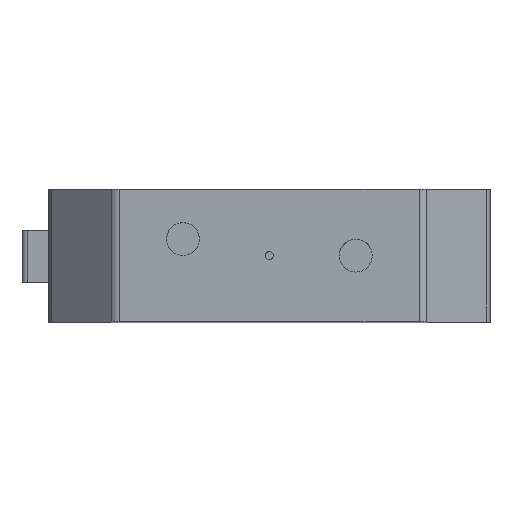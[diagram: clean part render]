
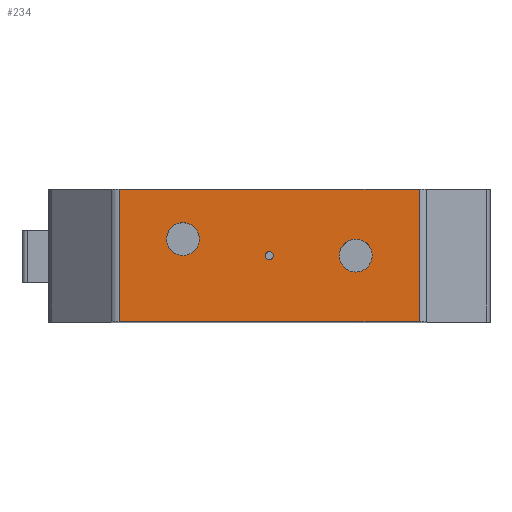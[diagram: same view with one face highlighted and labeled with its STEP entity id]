
A CAD part, top view. The second image highlights one B-rep face of the part: STEP entity #234.
In plain terms, the highlighted planar face has unit normal (0, 0, 1).
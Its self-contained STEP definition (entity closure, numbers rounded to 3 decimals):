
#234 = ADVANCED_FACE( '', ( #527, #528, #529, #530 ), #531, .F. );
#527 = FACE_BOUND( '', #941, .T. );
#528 = FACE_OUTER_BOUND( '', #942, .T. );
#529 = FACE_BOUND( '', #943, .T. );
#530 = FACE_BOUND( '', #944, .T. );
#531 = PLANE( '', #945 );
#941 = EDGE_LOOP( '', ( #1647 ) );
#942 = EDGE_LOOP( '', ( #1648, #1649, #1650, #1651 ) );
#943 = EDGE_LOOP( '', ( #1652 ) );
#944 = EDGE_LOOP( '', ( #1653 ) );
#945 = AXIS2_PLACEMENT_3D( '', #1654, #1655, #1656 );
#1647 = ORIENTED_EDGE( '', *, *, #2524, .T. );
#1648 = ORIENTED_EDGE( '', *, *, #2525, .T. );
#1649 = ORIENTED_EDGE( '', *, *, #2462, .F. );
#1650 = ORIENTED_EDGE( '', *, *, #2396, .F. );
#1651 = ORIENTED_EDGE( '', *, *, #2310, .T. );
#1652 = ORIENTED_EDGE( '', *, *, #2526, .T. );
#1653 = ORIENTED_EDGE( '', *, *, #2527, .T. );
#1654 = CARTESIAN_POINT( '', ( 30.702, -12.5, 20.827 ) );
#1655 = DIRECTION( '', ( 0., 0., -1. ) );
#1656 = DIRECTION( '', ( -1., 0., 0. ) );
#2310 = EDGE_CURVE( '', #2764, #2762, #2765, .T. );
#2396 = EDGE_CURVE( '', #2764, #2909, #2910, .T. );
#2462 = EDGE_CURVE( '', #2909, #3020, #3024, .T. );
#2524 = EDGE_CURVE( '', #3111, #3111, #3112, .T. );
#2525 = EDGE_CURVE( '', #2762, #3020, #3113, .T. );
#2526 = EDGE_CURVE( '', #3114, #3114, #3115, .T. );
#2527 = EDGE_CURVE( '', #3116, #3116, #3117, .T. );
#2762 = VERTEX_POINT( '', #3416 );
#2764 = VERTEX_POINT( '', #3418 );
#2765 = LINE( '', #3419, #3420 );
#2909 = VERTEX_POINT( '', #3645 );
#2910 = LINE( '', #3646, #3647 );
#3020 = VERTEX_POINT( '', #3794 );
#3024 = LINE( '', #3799, #3800 );
#3111 = VERTEX_POINT( '', #3918 );
#3112 = CIRCLE( '', #3919, 3.1 );
#3113 = LINE( '', #3920, #3921 );
#3114 = VERTEX_POINT( '', #3922 );
#3115 = CIRCLE( '', #3923, 3.1 );
#3116 = VERTEX_POINT( '', #3924 );
#3117 = CIRCLE( '', #3925, 0.75 );
#3416 = CARTESIAN_POINT( '', ( 30.702, 12.5, 20.827 ) );
#3418 = CARTESIAN_POINT( '', ( 30.702, -12.5, 20.827 ) );
#3419 = CARTESIAN_POINT( '', ( 30.702, -12.5, 20.827 ) );
#3420 = VECTOR( '', #4300, 1000. );
#3645 = CARTESIAN_POINT( '', ( -25.697, -12.5, 20.827 ) );
#3646 = CARTESIAN_POINT( '', ( 30.702, -12.5, 20.827 ) );
#3647 = VECTOR( '', #4393, 1000. );
#3794 = CARTESIAN_POINT( '', ( -25.697, 12.5, 20.827 ) );
#3799 = CARTESIAN_POINT( '', ( -25.697, -12.5, 20.827 ) );
#3800 = VECTOR( '', #4492, 1000. );
#3918 = CARTESIAN_POINT( '', ( -10.664, 3.1, 20.827 ) );
#3919 = AXIS2_PLACEMENT_3D( '', #4559, #4560, #4561 );
#3920 = CARTESIAN_POINT( '', ( 30.702, 12.5, 20.827 ) );
#3921 = VECTOR( '', #4562, 1000. );
#3922 = CARTESIAN_POINT( '', ( 21.869, 0., 20.827 ) );
#3923 = AXIS2_PLACEMENT_3D( '', #4563, #4564, #4565 );
#3924 = CARTESIAN_POINT( '', ( 3.253, 0., 20.827 ) );
#3925 = AXIS2_PLACEMENT_3D( '', #4566, #4567, #4568 );
#4300 = DIRECTION( '', ( 0., 1., 0. ) );
#4393 = DIRECTION( '', ( -1., 0., 0. ) );
#4492 = DIRECTION( '', ( 0., 1., 0. ) );
#4559 = CARTESIAN_POINT( '', ( -13.764, 3.1, 20.827 ) );
#4560 = DIRECTION( '', ( 0., 0., -1. ) );
#4561 = DIRECTION( '', ( 1., 0., 0. ) );
#4562 = DIRECTION( '', ( -1., 0., 0. ) );
#4563 = CARTESIAN_POINT( '', ( 18.769, 0., 20.827 ) );
#4564 = DIRECTION( '', ( 0., 0., -1. ) );
#4565 = DIRECTION( '', ( 1., 0., 0. ) );
#4566 = CARTESIAN_POINT( '', ( 2.503, 0., 20.827 ) );
#4567 = DIRECTION( '', ( 0., 0., -1. ) );
#4568 = DIRECTION( '', ( 1., 0., 0. ) );
